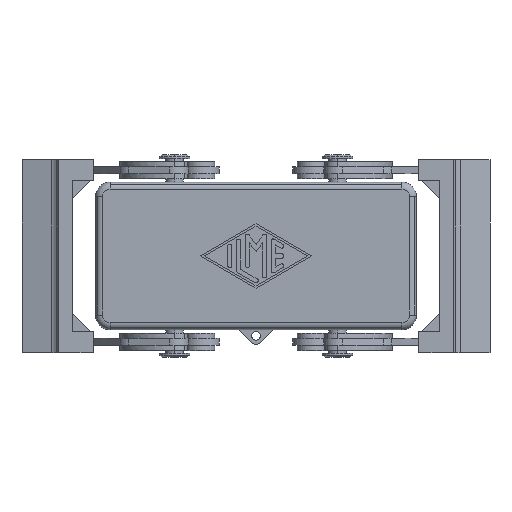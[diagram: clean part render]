
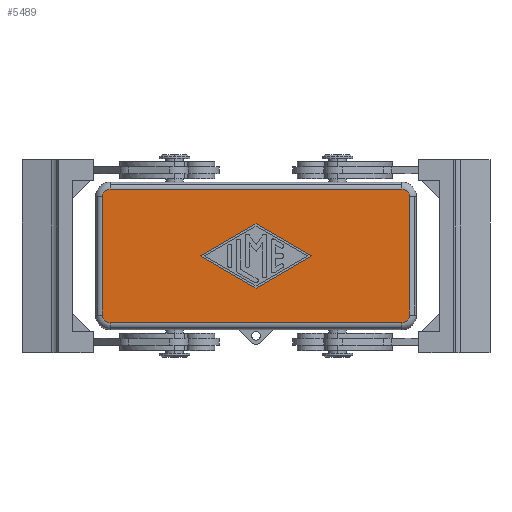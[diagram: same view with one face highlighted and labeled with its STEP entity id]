
A CAD part, top view. The second image highlights one B-rep face of the part: STEP entity #5489.
In plain terms, the highlighted planar face has unit normal (0, 0, 1).
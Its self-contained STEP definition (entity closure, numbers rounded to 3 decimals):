
#101=CARTESIAN_POINT('',(44.75,17.2,12.));
#102=VERTEX_POINT('',#101);
#110=CARTESIAN_POINT('',(44.75,-17.2,12.));
#111=VERTEX_POINT('',#110);
#112=CARTESIAN_POINT('',(44.75,17.2,12.));
#113=DIRECTION('',(0.0,-1.0,0.0));
#114=VECTOR('',#113,34.4);
#115=LINE('',#112,#114);
#116=EDGE_CURVE('',#102,#111,#115,.T.);
#185=CARTESIAN_POINT('',(42.45,-19.5,12.));
#186=VERTEX_POINT('',#185);
#194=CARTESIAN_POINT('',(-42.45,-19.5,12.));
#195=VERTEX_POINT('',#194);
#196=CARTESIAN_POINT('',(42.45,-19.5,12.));
#197=DIRECTION('',(-1.0,0.0,0.0));
#198=VECTOR('',#197,84.9);
#199=LINE('',#196,#198);
#200=EDGE_CURVE('',#186,#195,#199,.T.);
#269=CARTESIAN_POINT('',(-44.75,-17.2,12.));
#270=VERTEX_POINT('',#269);
#278=CARTESIAN_POINT('',(-44.75,17.2,12.));
#279=VERTEX_POINT('',#278);
#280=CARTESIAN_POINT('',(-44.75,-17.2,12.));
#281=DIRECTION('',(0.0,1.0,0.0));
#282=VECTOR('',#281,34.4);
#283=LINE('',#280,#282);
#284=EDGE_CURVE('',#270,#279,#283,.T.);
#311=CARTESIAN_POINT('',(-42.45,19.5,12.));
#312=VERTEX_POINT('',#311);
#320=CARTESIAN_POINT('',(42.45,19.5,12.));
#321=VERTEX_POINT('',#320);
#322=CARTESIAN_POINT('',(-42.45,19.5,12.));
#323=DIRECTION('',(1.0,0.0,0.0));
#324=VECTOR('',#323,84.9);
#325=LINE('',#322,#324);
#326=EDGE_CURVE('',#312,#321,#325,.T.);
#4679=CARTESIAN_POINT('',(-16.25,0.,12.));
#4680=VERTEX_POINT('',#4679);
#4687=CARTESIAN_POINT('',(0.,-9.375,12.));
#4688=VERTEX_POINT('',#4687);
#4689=CARTESIAN_POINT('',(0.,-9.375,12.));
#4690=DIRECTION('',(-0.866,0.5,0.0));
#4691=VECTOR('',#4690,18.76);
#4692=LINE('',#4689,#4691);
#4693=EDGE_CURVE('',#4688,#4680,#4692,.T.);
#4718=CARTESIAN_POINT('',(16.25,0.,12.));
#4719=VERTEX_POINT('',#4718);
#4720=CARTESIAN_POINT('',(16.25,0.,12.));
#4721=DIRECTION('',(-0.866,-0.5,0.0));
#4722=VECTOR('',#4721,18.76);
#4723=LINE('',#4720,#4722);
#4724=EDGE_CURVE('',#4719,#4688,#4723,.T.);
#4749=CARTESIAN_POINT('',(0.,9.375,12.));
#4750=VERTEX_POINT('',#4749);
#4751=CARTESIAN_POINT('',(0.,9.375,12.));
#4752=DIRECTION('',(0.866,-0.5,0.0));
#4753=VECTOR('',#4752,18.76);
#4754=LINE('',#4751,#4753);
#4755=EDGE_CURVE('',#4750,#4719,#4754,.T.);
#4778=CARTESIAN_POINT('',(-16.25,0.,12.));
#4779=DIRECTION('',(0.866,0.5,0.0));
#4780=VECTOR('',#4779,18.76);
#4781=LINE('',#4778,#4780);
#4782=EDGE_CURVE('',#4680,#4750,#4781,.T.);
#5444=CARTESIAN_POINT('',(0.0,0.0,12.));
#5445=DIRECTION('',(0.0,0.0,1.0));
#5446=DIRECTION('',(1.0,0.0,0.0));
#5447=AXIS2_PLACEMENT_3D('',#5444,#5445,#5446);
#5448=PLANE('',#5447);
#5449=CARTESIAN_POINT('',(-42.45,17.2,12.));
#5450=DIRECTION('',(0.0,0.0,-1.0));
#5451=DIRECTION('',(-0.707,0.707,0.0));
#5452=AXIS2_PLACEMENT_3D('',#5449,#5450,#5451);
#5453=CIRCLE('',#5452,2.3);
#5454=EDGE_CURVE('',#279,#312,#5453,.T.);
#5455=ORIENTED_EDGE('',*,*,#5454,.F.);
#5456=ORIENTED_EDGE('',*,*,#284,.F.);
#5457=CARTESIAN_POINT('',(-42.45,-17.2,12.));
#5458=DIRECTION('',(0.0,0.0,-1.0));
#5459=DIRECTION('',(-0.707,-0.707,0.0));
#5460=AXIS2_PLACEMENT_3D('',#5457,#5458,#5459);
#5461=CIRCLE('',#5460,2.3);
#5462=EDGE_CURVE('',#195,#270,#5461,.T.);
#5463=ORIENTED_EDGE('',*,*,#5462,.F.);
#5464=ORIENTED_EDGE('',*,*,#200,.F.);
#5465=CARTESIAN_POINT('',(42.45,-17.2,12.));
#5466=DIRECTION('',(0.0,0.0,-1.0));
#5467=DIRECTION('',(0.707,-0.707,0.0));
#5468=AXIS2_PLACEMENT_3D('',#5465,#5466,#5467);
#5469=CIRCLE('',#5468,2.3);
#5470=EDGE_CURVE('',#111,#186,#5469,.T.);
#5471=ORIENTED_EDGE('',*,*,#5470,.F.);
#5472=ORIENTED_EDGE('',*,*,#116,.F.);
#5473=CARTESIAN_POINT('',(42.45,17.2,12.));
#5474=DIRECTION('',(0.0,0.0,-1.0));
#5475=DIRECTION('',(0.707,0.707,0.0));
#5476=AXIS2_PLACEMENT_3D('',#5473,#5474,#5475);
#5477=CIRCLE('',#5476,2.3);
#5478=EDGE_CURVE('',#321,#102,#5477,.T.);
#5479=ORIENTED_EDGE('',*,*,#5478,.F.);
#5480=ORIENTED_EDGE('',*,*,#326,.F.);
#5481=EDGE_LOOP('',(#5455,#5456,#5463,#5464,#5471,#5472,#5479,#5480));
#5482=FACE_OUTER_BOUND('',#5481,.T.);
#5483=ORIENTED_EDGE('',*,*,#4693,.T.);
#5484=ORIENTED_EDGE('',*,*,#4782,.T.);
#5485=ORIENTED_EDGE('',*,*,#4755,.T.);
#5486=ORIENTED_EDGE('',*,*,#4724,.T.);
#5487=EDGE_LOOP('',(#5483,#5484,#5485,#5486));
#5488=FACE_BOUND('',#5487,.T.);
#5489=ADVANCED_FACE('',(#5482,#5488),#5448,.T.);
